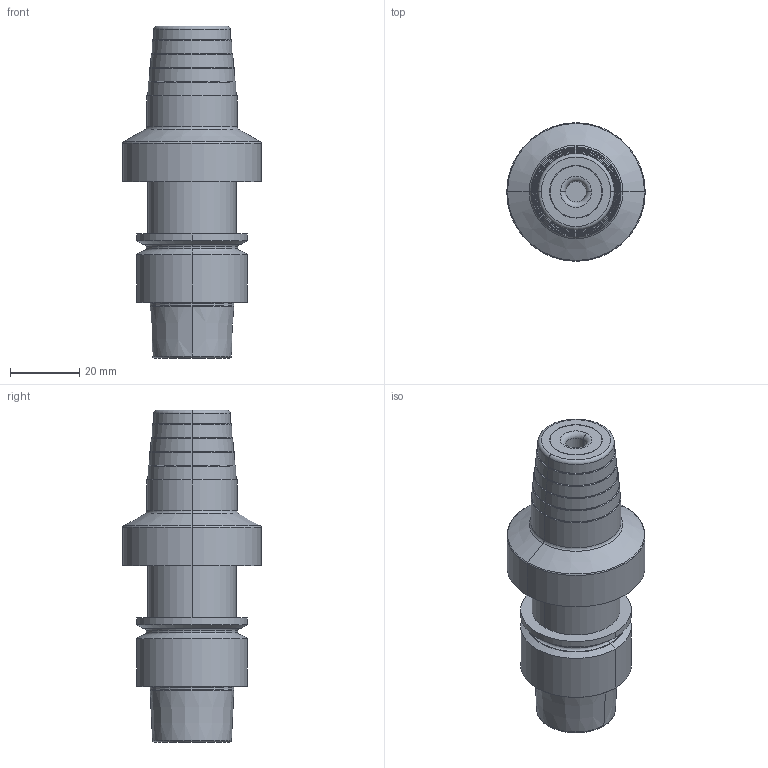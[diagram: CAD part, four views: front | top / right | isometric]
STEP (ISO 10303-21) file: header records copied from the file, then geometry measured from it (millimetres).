
FILE_DESCRIPTION((''),'2;1');
FILE_NAME('388753-000-00-CD1','2013-04-15T',('Schmiedtm'),(''),'PRO/ENGINEER BY PARAMETRIC TECHNOLOGY CORPORATION, 2011220','PRO/ENGINEER BY PARAMETRIC TECHNOLOGY CORPORATION, 2011220','');
FILE_SCHEMA(('AUTOMOTIVE_DESIGN_CC2 { 1 2 10303 214 -1 1 5 2 }'));
Length unit declared in the file: millimetre
Products named in the file (1): 388753-000-00-CD1
Bounding box: 40 x 40 x 95.9 mm (x, y, z)
Volume: 60646.3 mm3; surface area: 12082.9 mm2
Topology: 1 solids, 1 shells, 89 faces, 810 edges, 1218 vertices
Faces by surface type: torus 30, cone 24, cylinder 20, plane 15
Entity records: 8364 total; most frequent: CARTESIAN_POINT 2256, DIRECTION 830, PRESENTATION_STYLE_ASSIGNMENT 818, STYLED_ITEM 818, CURVE_STYLE 815, B_SPLINE_CURVE_WITH_KNOTS 382, ORIENTED_EDGE 352, AXIS2_PLACEMENT_3D 310
